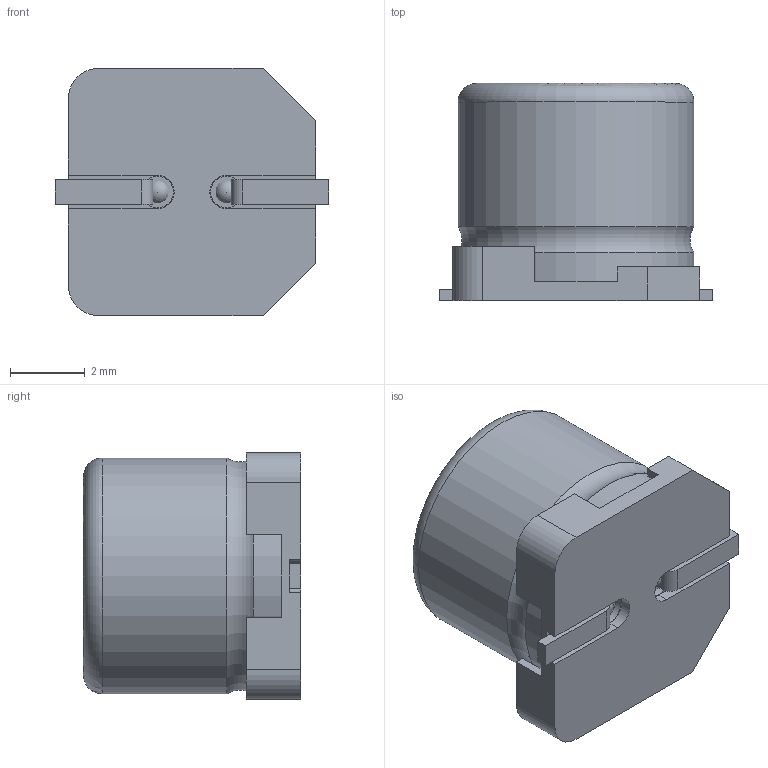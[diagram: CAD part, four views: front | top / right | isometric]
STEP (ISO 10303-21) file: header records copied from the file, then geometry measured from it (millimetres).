
FILE_DESCRIPTION(/* description */ (''),/* implementation_level */ '2;1');
FILE_NAME(/* name */ 'Panasonic size code D.stp',/* time_stamp */ '2019-06-05T15:57:16+01:00',/* author */ ('callum.snowden'),/* organization */ (''),/* preprocessor_version */ 'ST-DEVELOPER v17',/* originating_system */ 'Autodesk Inventor 2018',/* authorisation */ '');
FILE_SCHEMA (('AUTOMOTIVE_DESIGN { 1 0 10303 214 3 1 1 }'));
Length unit declared in the file: millimetre
Products named in the file (5): Assembly1; â¦6.3 SIZE CODE D; •W€SIZE CODE D-001; •W€SIZE CODE D-002; •W€SIZE CODE D-003
Assembly tree (5 placements, depth 3):
  Assembly1
    â¦6.3 SIZE CODE D
      •W€SIZE CODE D-001
      •W€SIZE CODE D-002
      •W€SIZE CODE D-003  x2
Bounding box: 7.3 x 5.8 x 6.6 mm (x, y, z)
Volume: 189 mm3; surface area: 293.9 mm2
Topology: 4 solids, 4 shells, 69 faces, 189 edges, 126 vertices
Faces by surface type: plane 48, cylinder 17, torus 2, sphere 2
Full cylindrical faces by diameter (mm): 0.65 x2, 0.85 x2, 6.3 x2
Entity records: 2033 total; most frequent: DIRECTION 337, CARTESIAN_POINT 328, ORIENTED_EDGE 312, EDGE_CURVE 156, AXIS2_PLACEMENT_3D 114, LINE 109, VECTOR 109, VERTEX_POINT 105
